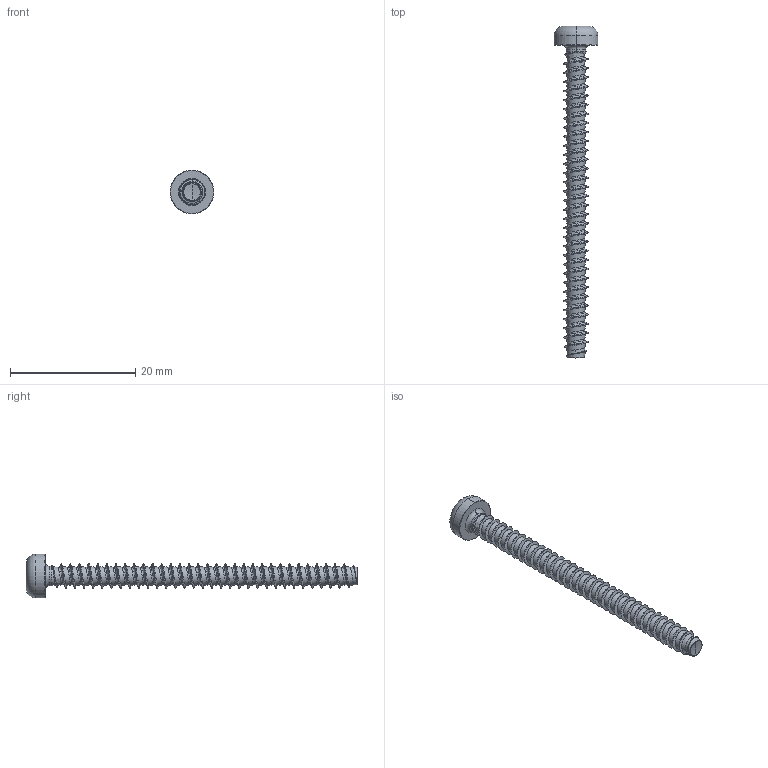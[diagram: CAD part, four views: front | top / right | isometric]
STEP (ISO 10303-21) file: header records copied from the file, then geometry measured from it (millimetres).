
FILE_DESCRIPTION (( 'STEP AP203' ), '1' );
FILE_NAME ('STP420400500.STEP', '2017-08-16T15:03:58', ( '' ), ( '' ), 'SwSTEP 2.0', 'SolidWorks 2015', '' );
FILE_SCHEMA (( 'CONFIG_CONTROL_DESIGN' ));
Products named in the file (1): STP420400500
Bounding box: 7 x 53.09 x 7 mm (x, y, z)
Volume: 460.9 mm3; surface area: 901.3 mm2
Topology: 1 solids, 1 shells, 153 faces, 399 edges, 250 vertices
Faces by surface type: cylinder 93, bspline 35, cone 10, torus 10, plane 3, sphere 2
Entity records: 59531 total; most frequent: CARTESIAN_POINT 56302, ORIENTED_EDGE 798, DIRECTION 483, EDGE_CURVE 399, VERTEX_POINT 250, AXIS2_PLACEMENT_3D 188, B_SPLINE_CURVE_WITH_KNOTS 156, EDGE_LOOP 155
